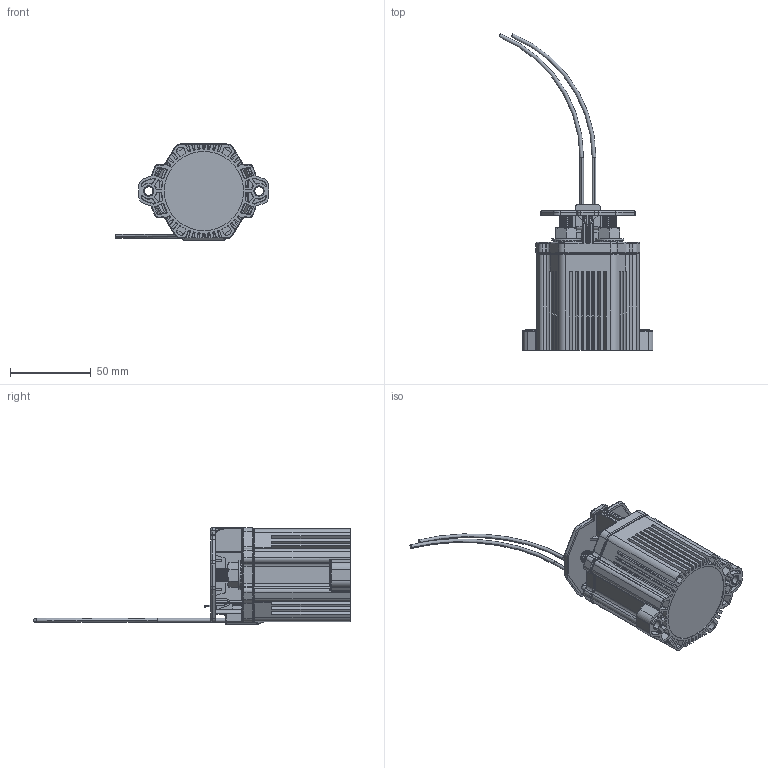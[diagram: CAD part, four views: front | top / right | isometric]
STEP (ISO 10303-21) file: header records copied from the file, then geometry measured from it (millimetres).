
FILE_DESCRIPTION (( 'STEP AP214' ), '1' );
FILE_NAME ('HX22_step_122115.STEP', '2015-12-21T18:43:56', ( 'Temp' ), ( '' ), 'SwSTEP 2.0', 'SolidWorks 2014', '' );
FILE_SCHEMA (( 'AUTOMOTIVE_DESIGN' ));
Length unit declared in the file: inch
Products named in the file (1): HX22_step_122115
Bounding box: 95.23 x 196.13 x 59.82 mm (x, y, z)
Volume: 70564 mm3; surface area: 84006.8 mm2
Topology: 13 solids, 13 shells, 2644 faces, 6970 edges, 4343 vertices
Faces by surface type: plane 1075, cylinder 995, torus 338, bspline 117, sphere 74, cone 45
Entity records: 126141 total; most frequent: CARTESIAN_POINT 27778, ORIENTED_EDGE 13780, DIRECTION 13167, EDGE_CURVE 6890, AXIS2_PLACEMENT_3D 4692, VERTEX_POINT 4343, LINE 3783, VECTOR 3783
